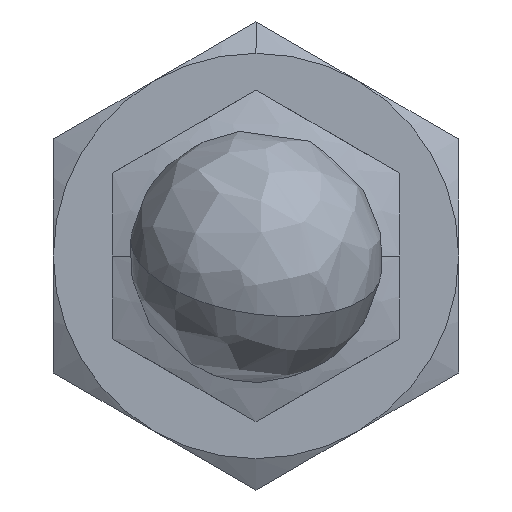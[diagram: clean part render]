
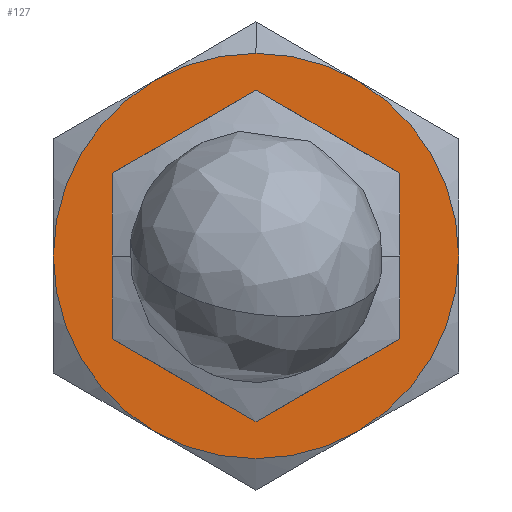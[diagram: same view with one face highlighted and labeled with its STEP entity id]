
A CAD part, front view. The second image highlights one B-rep face of the part: STEP entity #127.
In plain terms, the highlighted planar face has unit normal (0, -1, 0).
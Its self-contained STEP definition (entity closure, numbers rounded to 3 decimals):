
#10 = ORIENTED_EDGE ( 'NONE', *, *, #1478, .F. ) ;
#11 = ORIENTED_EDGE ( 'NONE', *, *, #734, .F. ) ;
#68 = DIRECTION ( 'NONE',  ( 0., 1., 0. ) ) ;
#102 = CIRCLE ( 'NONE', #2169, 12. ) ;
#105 = AXIS2_PLACEMENT_3D ( 'NONE', #887, #2472, #1116 ) ;
#124 = CARTESIAN_POINT ( 'NONE',  ( 0., 66.948, 0. ) ) ;
#127 = ADVANCED_FACE ( 'NONE', ( #1716, #1204 ), #1046, .F. ) ;
#159 = EDGE_CURVE ( 'NONE', #883, #1338, #2506, .T. ) ;
#162 = ORIENTED_EDGE ( 'NONE', *, *, #1457, .F. ) ;
#203 = DIRECTION ( 'NONE',  ( 0., 0., -1. ) ) ;
#295 = CARTESIAN_POINT ( 'NONE',  ( 0., 66.948, 8. ) ) ;
#334 = ORIENTED_EDGE ( 'NONE', *, *, #1351, .F. ) ;
#337 = AXIS2_PLACEMENT_3D ( 'NONE', #2082, #752, #2320 ) ;
#341 = DIRECTION ( 'NONE',  ( 0., 0., 1. ) ) ;
#349 = ORIENTED_EDGE ( 'NONE', *, *, #1507, .F. ) ;
#553 = VERTEX_POINT ( 'NONE', #1865 ) ;
#584 = VERTEX_POINT ( 'NONE', #814 ) ;
#609 = DIRECTION ( 'NONE',  ( 0., 1., 0. ) ) ;
#627 = DIRECTION ( 'NONE',  ( 0., 1., 0. ) ) ;
#730 = AXIS2_PLACEMENT_3D ( 'NONE', #2879, #1531, #203 ) ;
#734 = EDGE_CURVE ( 'NONE', #1686, #1228, #1431, .T. ) ;
#742 = DIRECTION ( 'NONE',  ( 0., 1., 0. ) ) ;
#752 = DIRECTION ( 'NONE',  ( 0., 1., 0. ) ) ;
#806 = VERTEX_POINT ( 'NONE', #2040 ) ;
#814 = CARTESIAN_POINT ( 'NONE',  ( 6., 66.948, -10.392 ) ) ;
#866 = AXIS2_PLACEMENT_3D ( 'NONE', #2070, #742, #2306 ) ;
#883 = VERTEX_POINT ( 'NONE', #295 ) ;
#887 = CARTESIAN_POINT ( 'NONE',  ( 0., 66.948, 0. ) ) ;
#947 = DIRECTION ( 'NONE',  ( 0., 1., 0. ) ) ;
#1044 = EDGE_CURVE ( 'NONE', #1228, #584, #1688, .T. ) ;
#1046 = PLANE ( 'NONE',  #1622 ) ;
#1095 = DIRECTION ( 'NONE',  ( 0., 1., 0. ) ) ;
#1116 = DIRECTION ( 'NONE',  ( 0., 0., 1. ) ) ;
#1204 = FACE_OUTER_BOUND ( 'NONE', #2466, .T. ) ;
#1228 = VERTEX_POINT ( 'NONE', #2714 ) ;
#1338 = VERTEX_POINT ( 'NONE', #2763 ) ;
#1351 = EDGE_CURVE ( 'NONE', #806, #1686, #2356, .T. ) ;
#1383 = EDGE_LOOP ( 'NONE', ( #2554, #1458 ) ) ;
#1388 = CARTESIAN_POINT ( 'NONE',  ( 0., 66.948, 0. ) ) ;
#1431 = CIRCLE ( 'NONE', #2754, 12. ) ;
#1457 = EDGE_CURVE ( 'NONE', #584, #553, #102, .T. ) ;
#1458 = ORIENTED_EDGE ( 'NONE', *, *, #159, .T. ) ;
#1478 = EDGE_CURVE ( 'NONE', #1734, #806, #1863, .T. ) ;
#1507 = EDGE_CURVE ( 'NONE', #553, #1557, #2096, .T. ) ;
#1531 = DIRECTION ( 'NONE',  ( 0., 1., 0. ) ) ;
#1557 = VERTEX_POINT ( 'NONE', #2433 ) ;
#1563 = CARTESIAN_POINT ( 'NONE',  ( 6., 66.948, 10.392 ) ) ;
#1618 = DIRECTION ( 'NONE',  ( 0., 0., 1. ) ) ;
#1622 = AXIS2_PLACEMENT_3D ( 'NONE', #1946, #609, #2158 ) ;
#1670 = DIRECTION ( 'NONE',  ( 0., 1., 0. ) ) ;
#1671 = CIRCLE ( 'NONE', #730, 8. ) ;
#1686 = VERTEX_POINT ( 'NONE', #1563 ) ;
#1688 = CIRCLE ( 'NONE', #1825, 12. ) ;
#1716 = FACE_BOUND ( 'NONE', #1383, .T. ) ;
#1718 = ORIENTED_EDGE ( 'NONE', *, *, #1044, .F. ) ;
#1734 = VERTEX_POINT ( 'NONE', #2475 ) ;
#1825 = AXIS2_PLACEMENT_3D ( 'NONE', #124, #1670, #341 ) ;
#1863 = CIRCLE ( 'NONE', #2338, 12. ) ;
#1865 = CARTESIAN_POINT ( 'NONE',  ( -6., 66.948, -10.392 ) ) ;
#1946 = CARTESIAN_POINT ( 'NONE',  ( 0., 66.948, 13.856 ) ) ;
#1964 = CARTESIAN_POINT ( 'NONE',  ( 0., 66.948, 0. ) ) ;
#1985 = EDGE_CURVE ( 'NONE', #1338, #883, #1671, .T. ) ;
#2040 = CARTESIAN_POINT ( 'NONE',  ( 0., 66.948, 12. ) ) ;
#2070 = CARTESIAN_POINT ( 'NONE',  ( 0., 66.948, 0. ) ) ;
#2082 = CARTESIAN_POINT ( 'NONE',  ( 0., 66.948, 0. ) ) ;
#2096 = CIRCLE ( 'NONE', #337, 12. ) ;
#2144 = CIRCLE ( 'NONE', #866, 12. ) ;
#2158 = DIRECTION ( 'NONE',  ( 0., 0., 1. ) ) ;
#2169 = AXIS2_PLACEMENT_3D ( 'NONE', #1388, #68, #1618 ) ;
#2181 = DIRECTION ( 'NONE',  ( 0., 0., -1. ) ) ;
#2205 = AXIS2_PLACEMENT_3D ( 'NONE', #1964, #627, #2181 ) ;
#2292 = CARTESIAN_POINT ( 'NONE',  ( 0., 66.948, 0. ) ) ;
#2306 = DIRECTION ( 'NONE',  ( 0., 0., 1. ) ) ;
#2320 = DIRECTION ( 'NONE',  ( 0., 0., 1. ) ) ;
#2338 = AXIS2_PLACEMENT_3D ( 'NONE', #2292, #947, #2527 ) ;
#2356 = CIRCLE ( 'NONE', #105, 12. ) ;
#2367 = ORIENTED_EDGE ( 'NONE', *, *, #2416, .F. ) ;
#2416 = EDGE_CURVE ( 'NONE', #1557, #1734, #2144, .T. ) ;
#2433 = CARTESIAN_POINT ( 'NONE',  ( -12., 66.948, 0. ) ) ;
#2453 = CARTESIAN_POINT ( 'NONE',  ( 0., 66.948, 0. ) ) ;
#2466 = EDGE_LOOP ( 'NONE', ( #349, #162, #1718, #11, #334, #10, #2367 ) ) ;
#2472 = DIRECTION ( 'NONE',  ( 0., 1., 0. ) ) ;
#2475 = CARTESIAN_POINT ( 'NONE',  ( -6., 66.948, 10.392 ) ) ;
#2506 = CIRCLE ( 'NONE', #2205, 8. ) ;
#2527 = DIRECTION ( 'NONE',  ( 0., 0., 1. ) ) ;
#2554 = ORIENTED_EDGE ( 'NONE', *, *, #1985, .T. ) ;
#2672 = DIRECTION ( 'NONE',  ( 0., 0., 1. ) ) ;
#2714 = CARTESIAN_POINT ( 'NONE',  ( 12., 66.948, 0. ) ) ;
#2754 = AXIS2_PLACEMENT_3D ( 'NONE', #2453, #1095, #2672 ) ;
#2763 = CARTESIAN_POINT ( 'NONE',  ( 0., 66.948, -8. ) ) ;
#2879 = CARTESIAN_POINT ( 'NONE',  ( 0., 66.948, 0. ) ) ;
